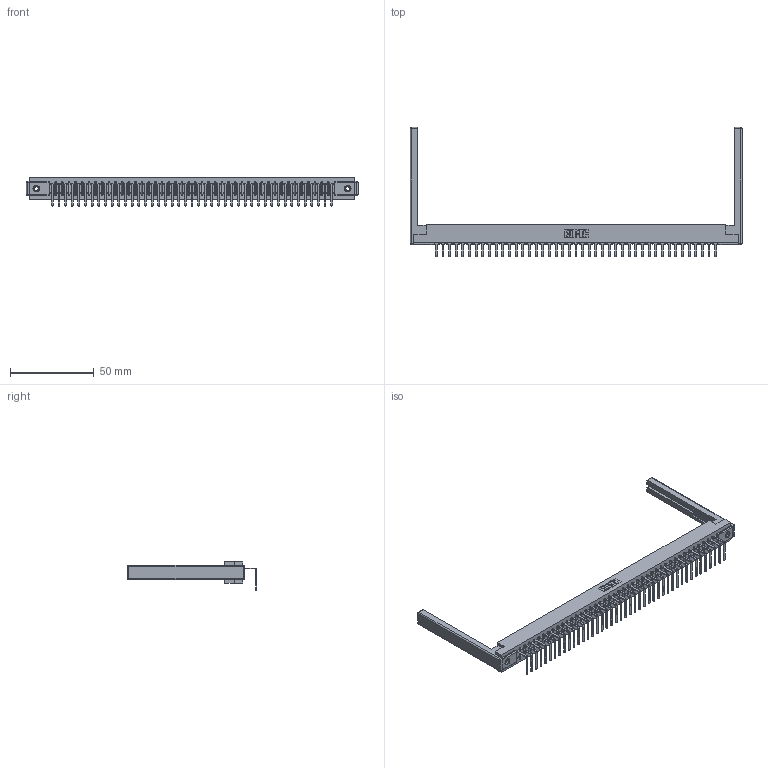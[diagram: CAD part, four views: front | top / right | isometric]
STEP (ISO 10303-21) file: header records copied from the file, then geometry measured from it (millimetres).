
FILE_DESCRIPTION (( 'STEP AP203' ), '1' );
FILE_NAME ('307-043-558-168.STEP', '2019-09-05T15:15:30', ( '' ), ( '' ), 'SwSTEP 2.0', 'SolidWorks 2016', '' );
FILE_SCHEMA (( 'CONFIG_CONTROL_DESIGN' ));
Length unit declared in the file: inch
Products named in the file (5): 307-290-001_558 - 2 (Single); 307 Part_.156 Dia Mounting Holes; 307-043-558-168; 307-220-068; 345-250-001_345-250-001-102
Assembly tree (48 placements, depth 2):
  307-043-558-168
    307 Part_.156 Dia Mounting Holes
    307-290-001_558 - 2 (Single)  x43
    307-220-068  x2
    345-250-001_345-250-001-102  x2
Bounding box: 197.82 x 76.92 x 16.8 mm (x, y, z)
Volume: 25128.1 mm3; surface area: 27308.6 mm2
Topology: 48 solids, 48 shells, 2896 faces, 8195 edges, 5266 vertices
Faces by surface type: plane 1835, cylinder 949, sphere 96, cone 12, torus 4
Entity records: 39603 total; most frequent: CARTESIAN_POINT 6637, ORIENTED_EDGE 6612, DIRECTION 6472, EDGE_CURVE 3306, LINE 2534, VECTOR 2534, VERTEX_POINT 2134, AXIS2_PLACEMENT_3D 1969
